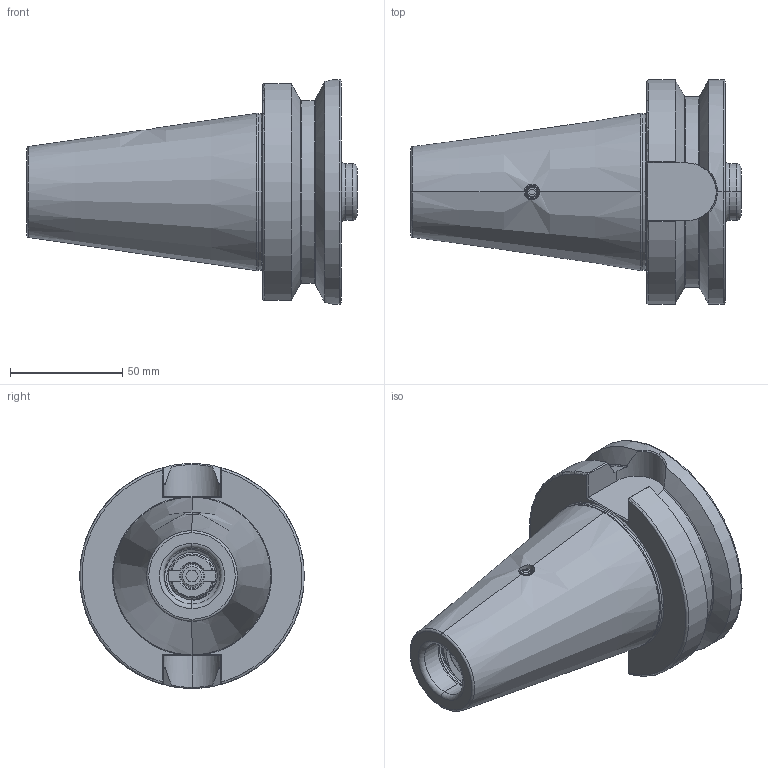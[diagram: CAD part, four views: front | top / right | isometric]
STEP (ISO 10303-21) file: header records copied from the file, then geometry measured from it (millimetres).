
FILE_DESCRIPTION (( 'STEP AP203' ), '1' );
FILE_NAME ('505.08.01.STEP', '2016-11-26T01:11:53', ( '' ), ( '' ), 'SwSTEP 2.0', 'SolidWorks 2012', '' );
FILE_SCHEMA (( 'CONFIG_CONTROL_DESIGN' ));
Length unit declared in the file: millimetre
Products named in the file (5): 505.08.01; 2-41371006AF_M24xP3_12L; 2-02.000.0060100C2_M6xP01-10L; 102.08.014_M6xP1-40L
Assembly tree (4 placements, depth 2):
  505.08.01
    505.08.01
    102.08.014_M6xP1-40L
    2-41371006AF_M24xP3_12L
    2-02.000.0060100C2_M6xP01-10L
Bounding box: 146.8 x 100 x 100 mm (x, y, z)
Volume: 468553.9 mm3; surface area: 58686 mm2
Topology: 4 solids, 4 shells, 326 faces, 879 edges, 565 vertices
Faces by surface type: cylinder 151, plane 73, cone 39, torus 32, bspline 31
Entity records: 28258 total; most frequent: CARTESIAN_POINT 20657, ORIENTED_EDGE 1754, DIRECTION 1212, EDGE_CURVE 877, VERTEX_POINT 565, AXIS2_PLACEMENT_3D 464, EDGE_LOOP 338, ADVANCED_FACE 326
